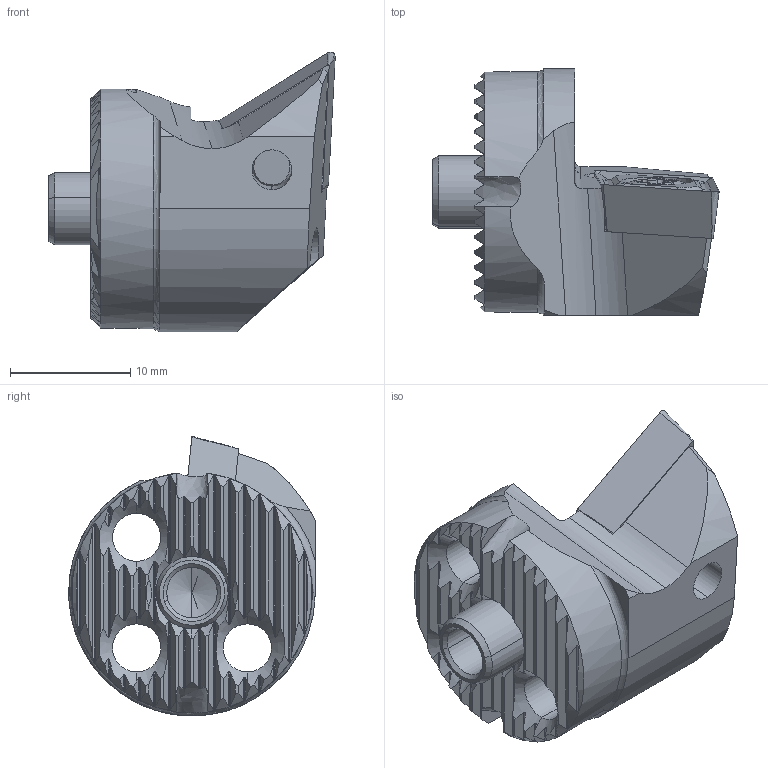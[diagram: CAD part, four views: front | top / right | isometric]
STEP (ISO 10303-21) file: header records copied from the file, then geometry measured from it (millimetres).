
FILE_DESCRIPTION (( 'STEP AP214' ), '1' );
FILE_NAME ('WK4.BDB.LUZ.020.STEP', '2022-08-11T09:48:29', ( '' ), ( '' ), 'SwSTEP 2.0', 'SolidWorks 2017', '' );
FILE_SCHEMA (( 'AUTOMOTIVE_DESIGN' ));
Length unit declared in the file: millimetre
Products named in the file (5): DCMT11T304; WK3-ER1.001.006_A_Fertigbearbeitung; WK4.BDB.LUZ.020; WCB-ER2.001.009_A; WK4-BDB.LUZ.020_A
Assembly tree (4 placements, depth 2):
  WK4.BDB.LUZ.020
    WK4-BDB.LUZ.020_A
    WK3-ER1.001.006_A_Fertigbearbeitung
    DCMT11T304
    WCB-ER2.001.009_A
Bounding box: 23.8 x 20.5 x 23.25 mm (x, y, z)
Volume: 3505.4 mm3; surface area: 3128.8 mm2
Topology: 4 solids, 4 shells, 324 faces, 906 edges, 584 vertices
Faces by surface type: plane 134, cylinder 118, cone 45, bspline 18, torus 7, sphere 2
Entity records: 11914 total; most frequent: CARTESIAN_POINT 4134, ORIENTED_EDGE 1800, DIRECTION 1303, EDGE_CURVE 900, VERTEX_POINT 584, AXIS2_PLACEMENT_3D 499, B_SPLINE_CURVE_WITH_KNOTS 380, EDGE_LOOP 338
